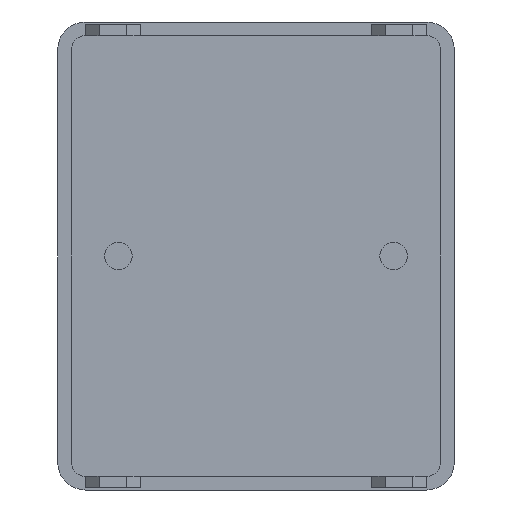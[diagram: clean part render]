
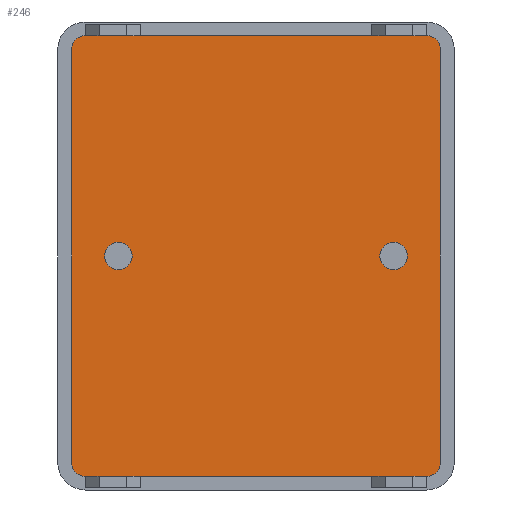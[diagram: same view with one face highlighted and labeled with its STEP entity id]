
A CAD part, front view. The second image highlights one B-rep face of the part: STEP entity #246.
In plain terms, the highlighted planar face has unit normal (0, -1, 0).
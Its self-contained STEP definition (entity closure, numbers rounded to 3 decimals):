
#51 = DIRECTION ( 'NONE',  ( 0., -1., 0. ) ) ;
#54 = DIRECTION ( 'NONE',  ( 0., 1., 0. ) ) ;
#137 = VERTEX_POINT ( 'NONE', #1893 ) ;
#152 = EDGE_CURVE ( 'NONE', #137, #1815, #1437, .T. ) ;
#246 = ADVANCED_FACE ( 'NONE', ( #633 ), #1066, .F. ) ;
#250 = CARTESIAN_POINT ( 'NONE',  ( -3.35, 0.25, 3.75 ) ) ;
#267 = EDGE_CURVE ( 'NONE', #952, #1705, #1620, .T. ) ;
#296 = EDGE_CURVE ( 'NONE', #1705, #839, #1332, .T. ) ;
#334 = VERTEX_POINT ( 'NONE', #1950 ) ;
#375 = DIRECTION ( 'NONE',  ( 0., -1., 0. ) ) ;
#393 = DIRECTION ( 'NONE',  ( 0., 0., -1. ) ) ;
#397 = EDGE_CURVE ( 'NONE', #839, #137, #1404, .T. ) ;
#449 = CARTESIAN_POINT ( 'NONE',  ( -3.1, 0.25, 4. ) ) ;
#499 = CIRCLE ( 'NONE', #844, 0.25 ) ;
#506 = DIRECTION ( 'NONE',  ( 0., 0., 1. ) ) ;
#560 = ORIENTED_EDGE ( 'NONE', *, *, #296, .T. ) ;
#563 = DIRECTION ( 'NONE',  ( 0., 0., -1. ) ) ;
#594 = CARTESIAN_POINT ( 'NONE',  ( 3.1, 0.25, -3.75 ) ) ;
#633 = FACE_OUTER_BOUND ( 'NONE', #1554, .T. ) ;
#678 = CARTESIAN_POINT ( 'NONE',  ( 3.1, 0.25, -4. ) ) ;
#686 = LINE ( 'NONE', #1945, #1681 ) ;
#702 = CARTESIAN_POINT ( 'NONE',  ( -3.35, 0.25, -3.75 ) ) ;
#715 = EDGE_CURVE ( 'NONE', #334, #1548, #1593, .T. ) ;
#782 = EDGE_CURVE ( 'NONE', #1548, #2212, #1545, .T. ) ;
#802 = DIRECTION ( 'NONE',  ( -1., 0., 0. ) ) ;
#839 = VERTEX_POINT ( 'NONE', #678 ) ;
#841 = DIRECTION ( 'NONE',  ( 0., -1., 0. ) ) ;
#844 = AXIS2_PLACEMENT_3D ( 'NONE', #1761, #51, #1267 ) ;
#866 = ORIENTED_EDGE ( 'NONE', *, *, #998, .T. ) ;
#897 = AXIS2_PLACEMENT_3D ( 'NONE', #1917, #375, #393 ) ;
#899 = ORIENTED_EDGE ( 'NONE', *, *, #782, .T. ) ;
#939 = DIRECTION ( 'NONE',  ( 1., 0., 0. ) ) ;
#952 = VERTEX_POINT ( 'NONE', #702 ) ;
#998 = EDGE_CURVE ( 'NONE', #1815, #334, #499, .T. ) ;
#1028 = CARTESIAN_POINT ( 'NONE',  ( 3.35, 0.25, 3.75 ) ) ;
#1055 = ORIENTED_EDGE ( 'NONE', *, *, #2116, .T. ) ;
#1066 = PLANE ( 'NONE',  #2167 ) ;
#1075 = DIRECTION ( 'NONE',  ( 0., 0., 1. ) ) ;
#1137 = VECTOR ( 'NONE', #802, 1000. ) ;
#1228 = ORIENTED_EDGE ( 'NONE', *, *, #715, .T. ) ;
#1260 = ORIENTED_EDGE ( 'NONE', *, *, #397, .T. ) ;
#1267 = DIRECTION ( 'NONE',  ( 0., 0., -1. ) ) ;
#1332 = LINE ( 'NONE', #1458, #1856 ) ;
#1337 = ORIENTED_EDGE ( 'NONE', *, *, #152, .T. ) ;
#1404 = CIRCLE ( 'NONE', #1825, 0.25 ) ;
#1415 = CARTESIAN_POINT ( 'NONE',  ( -3.1, 0.25, -3.75 ) ) ;
#1437 = LINE ( 'NONE', #2068, #1838 ) ;
#1458 = CARTESIAN_POINT ( 'NONE',  ( -3.1, 0.25, -4. ) ) ;
#1545 = CIRCLE ( 'NONE', #2114, 0.25 ) ;
#1548 = VERTEX_POINT ( 'NONE', #449 ) ;
#1554 = EDGE_LOOP ( 'NONE', ( #560, #1260, #1337, #866, #1228, #899, #1055, #2147 ) ) ;
#1593 = LINE ( 'NONE', #1827, #1137 ) ;
#1620 = CIRCLE ( 'NONE', #897, 0.25 ) ;
#1649 = CARTESIAN_POINT ( 'NONE',  ( -3.1, 0.25, -4. ) ) ;
#1681 = VECTOR ( 'NONE', #563, 1000. ) ;
#1705 = VERTEX_POINT ( 'NONE', #1649 ) ;
#1761 = CARTESIAN_POINT ( 'NONE',  ( 3.1, 0.25, 3.75 ) ) ;
#1815 = VERTEX_POINT ( 'NONE', #1028 ) ;
#1825 = AXIS2_PLACEMENT_3D ( 'NONE', #594, #2142, #2122 ) ;
#1827 = CARTESIAN_POINT ( 'NONE',  ( -3.1, 0.25, 4. ) ) ;
#1838 = VECTOR ( 'NONE', #506, 1000. ) ;
#1856 = VECTOR ( 'NONE', #939, 1000. ) ;
#1877 = CARTESIAN_POINT ( 'NONE',  ( -3.1, 0.25, 3.75 ) ) ;
#1893 = CARTESIAN_POINT ( 'NONE',  ( 3.35, 0.25, -3.75 ) ) ;
#1917 = CARTESIAN_POINT ( 'NONE',  ( -3.1, 0.25, -3.75 ) ) ;
#1945 = CARTESIAN_POINT ( 'NONE',  ( -3.35, 0.25, -3.75 ) ) ;
#1950 = CARTESIAN_POINT ( 'NONE',  ( 3.1, 0.25, 4. ) ) ;
#2068 = CARTESIAN_POINT ( 'NONE',  ( 3.35, 0.25, -3.75 ) ) ;
#2114 = AXIS2_PLACEMENT_3D ( 'NONE', #1877, #841, #2213 ) ;
#2116 = EDGE_CURVE ( 'NONE', #2212, #952, #686, .T. ) ;
#2122 = DIRECTION ( 'NONE',  ( 0., 0., -1. ) ) ;
#2142 = DIRECTION ( 'NONE',  ( 0., -1., 0. ) ) ;
#2147 = ORIENTED_EDGE ( 'NONE', *, *, #267, .T. ) ;
#2167 = AXIS2_PLACEMENT_3D ( 'NONE', #1415, #54, #1075 ) ;
#2212 = VERTEX_POINT ( 'NONE', #250 ) ;
#2213 = DIRECTION ( 'NONE',  ( 0., 0., -1. ) ) ;
